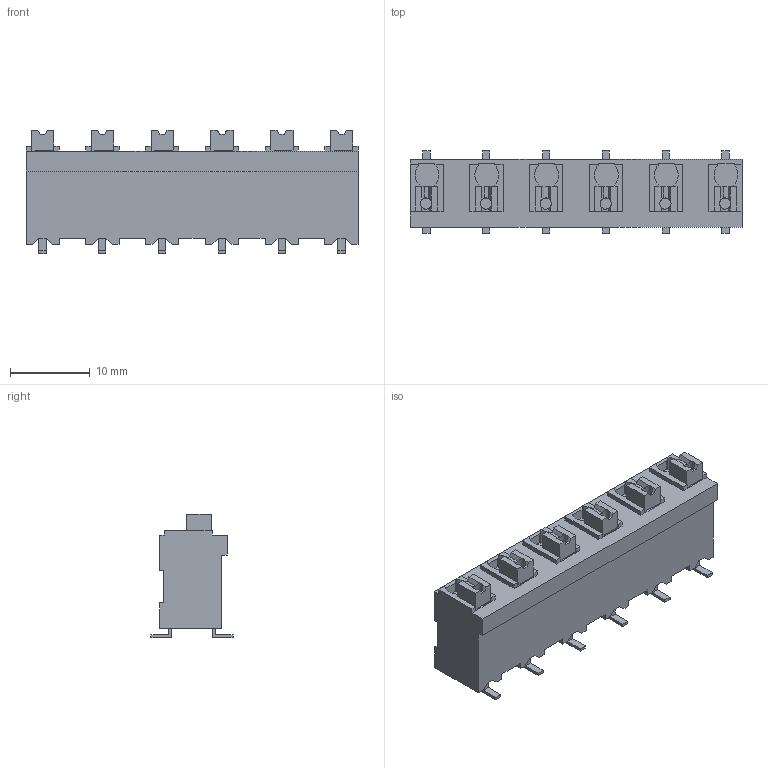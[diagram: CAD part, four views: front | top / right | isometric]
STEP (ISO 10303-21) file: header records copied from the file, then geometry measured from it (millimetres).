
FILE_DESCRIPTION(('CATIA V5 STEP Exchange','CAx-IF Rec.Pracs.--- Model Styling and Organization---1.2---2011-12-15'),'2;1');
FILE_NAME ('D1452246_0_1473880000_1473880000.stp','2018-03-22T06:43:19+00:00',('none'),('Weidmueller'),'CATIA Version 5-6 Release 2014','CATIA V5 STEP AP214','none');
FILE_SCHEMA(('AUTOMOTIVE_DESIGN { 1 0 10303 214 1 1 1 1 }'));
Length unit declared in the file: millimetre
Products named in the file (1): 1473880000
Bounding box: 41.63 x 10.3 x 15.46 mm (x, y, z)
Volume: 2408 mm3; surface area: 3814.8 mm2
Topology: 19 solids, 19 shells, 556 faces, 1586 edges, 1066 vertices
Faces by surface type: plane 532, cylinder 24
Entity records: 17334 total; most frequent: ORIENTED_EDGE 3172, CARTESIAN_POINT 3151, DIRECTION 2318, EDGE_CURVE 1586, VECTOR 1490, LINE 1490, VERTEX_POINT 1066, EDGE_LOOP 566
